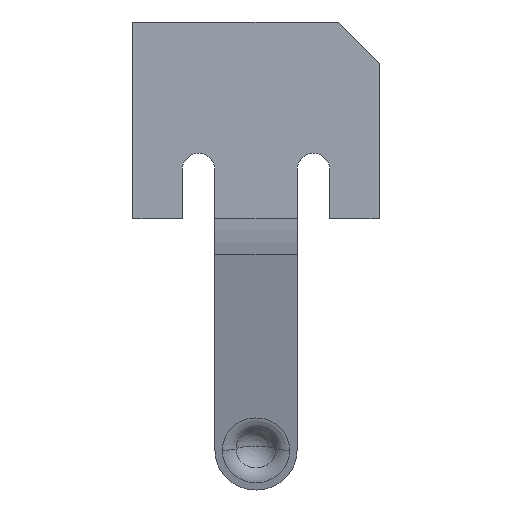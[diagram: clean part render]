
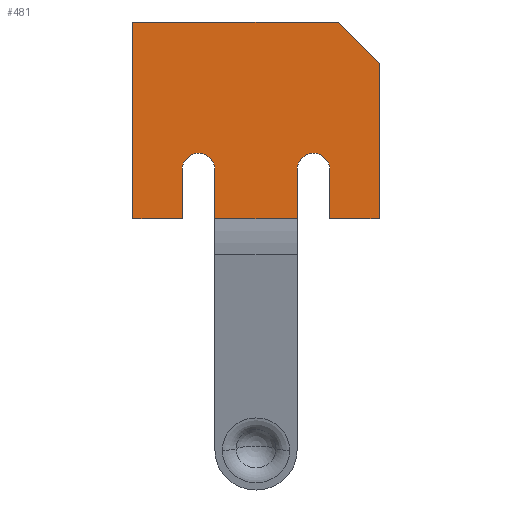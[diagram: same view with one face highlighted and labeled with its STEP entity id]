
A CAD part, front view. The second image highlights one B-rep face of the part: STEP entity #481.
In plain terms, the highlighted planar face has unit normal (0, -1, 0).
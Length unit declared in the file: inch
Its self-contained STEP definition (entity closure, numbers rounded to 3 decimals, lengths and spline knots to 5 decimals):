
#56=DIRECTION('',(-0.707,0.,0.707));
#57=VECTOR('',#56,0.03536);
#58=CARTESIAN_POINT('',(0.075,-0.0045,0.065));
#59=LINE('',#58,#57);
#60=DIRECTION('',(0.,0.,-1.));
#61=VECTOR('',#60,0.095);
#62=CARTESIAN_POINT('',(0.075,-0.0045,0.065));
#63=LINE('',#62,#61);
#64=DIRECTION('',(-1.,0.,0.));
#65=VECTOR('',#64,0.03);
#66=CARTESIAN_POINT('',(0.075,-0.0045,-0.03));
#67=LINE('',#66,#65);
#68=DIRECTION('',(0.,0.,-1.));
#69=VECTOR('',#68,0.03);
#70=CARTESIAN_POINT('',(0.045,-0.0045,0.));
#71=LINE('',#70,#69);
#72=CARTESIAN_POINT('',(0.035,-0.0045,0.));
#73=DIRECTION('',(0.,1.,0.));
#74=DIRECTION('',(-1.,0.,0.));
#75=AXIS2_PLACEMENT_3D('',#72,#73,#74);
#77=DIRECTION('',(0.,0.,1.));
#78=VECTOR('',#77,0.03);
#79=CARTESIAN_POINT('',(0.025,-0.0045,-0.03));
#80=LINE('',#79,#78);
#81=DIRECTION('',(1.,0.,0.));
#82=VECTOR('',#81,0.05);
#83=CARTESIAN_POINT('',(-0.025,-0.0045,-0.03));
#84=LINE('',#83,#82);
#85=DIRECTION('',(0.,0.,1.));
#86=VECTOR('',#85,0.03);
#87=CARTESIAN_POINT('',(-0.025,-0.0045,-0.03));
#88=LINE('',#87,#86);
#89=CARTESIAN_POINT('',(-0.035,-0.0045,0.));
#90=DIRECTION('',(0.,-1.,0.));
#91=DIRECTION('',(1.,0.,0.));
#92=AXIS2_PLACEMENT_3D('',#89,#90,#91);
#94=DIRECTION('',(0.,0.,-1.));
#95=VECTOR('',#94,0.03);
#96=CARTESIAN_POINT('',(-0.045,-0.0045,0.));
#97=LINE('',#96,#95);
#98=DIRECTION('',(1.,0.,0.));
#99=VECTOR('',#98,0.03);
#100=CARTESIAN_POINT('',(-0.075,-0.0045,-0.03));
#101=LINE('',#100,#99);
#102=DIRECTION('',(0.,0.,1.));
#103=VECTOR('',#102,0.12);
#104=CARTESIAN_POINT('',(-0.075,-0.0045,-0.03));
#105=LINE('',#104,#103);
#106=DIRECTION('',(1.,0.,0.));
#107=VECTOR('',#106,0.125);
#108=CARTESIAN_POINT('',(-0.075,-0.0045,0.09));
#109=LINE('',#108,#107);
#313=CARTESIAN_POINT('',(-0.075,-0.0045,0.09));
#315=VERTEX_POINT('',#313);
#324=CARTESIAN_POINT('',(0.025,-0.0045,0.));
#325=CARTESIAN_POINT('',(0.045,-0.0045,0.));
#326=VERTEX_POINT('',#324);
#327=VERTEX_POINT('',#325);
#328=CARTESIAN_POINT('',(0.045,-0.0045,-0.03));
#329=VERTEX_POINT('',#328);
#330=CARTESIAN_POINT('',(0.075,-0.0045,-0.03));
#331=VERTEX_POINT('',#330);
#340=CARTESIAN_POINT('',(-0.025,-0.0045,0.));
#341=CARTESIAN_POINT('',(-0.045,-0.0045,0.));
#342=VERTEX_POINT('',#340);
#343=VERTEX_POINT('',#341);
#344=CARTESIAN_POINT('',(-0.045,-0.0045,-0.03));
#345=VERTEX_POINT('',#344);
#346=CARTESIAN_POINT('',(-0.075,-0.0045,-0.03));
#347=VERTEX_POINT('',#346);
#378=CARTESIAN_POINT('',(0.025,-0.0045,-0.03));
#379=VERTEX_POINT('',#378);
#382=CARTESIAN_POINT('',(-0.025,-0.0045,-0.03));
#383=VERTEX_POINT('',#382);
#396=CARTESIAN_POINT('',(0.075,-0.0045,0.065));
#397=CARTESIAN_POINT('',(0.05,-0.0045,0.09));
#398=VERTEX_POINT('',#396);
#399=VERTEX_POINT('',#397);
#449=CARTESIAN_POINT('',(0.,-0.0045,0.));
#450=DIRECTION('',(0.,1.,0.));
#451=DIRECTION('',(1.,0.,0.));
#452=AXIS2_PLACEMENT_3D('',#449,#450,#451);
#453=PLANE('',#452);
#454=ORIENTED_EDGE('',*,*,#439,.F.);
#456=ORIENTED_EDGE('',*,*,#455,.T.);
#458=ORIENTED_EDGE('',*,*,#457,.T.);
#460=ORIENTED_EDGE('',*,*,#459,.F.);
#462=ORIENTED_EDGE('',*,*,#461,.F.);
#464=ORIENTED_EDGE('',*,*,#463,.F.);
#466=ORIENTED_EDGE('',*,*,#465,.F.);
#468=ORIENTED_EDGE('',*,*,#467,.T.);
#470=ORIENTED_EDGE('',*,*,#469,.T.);
#472=ORIENTED_EDGE('',*,*,#471,.T.);
#474=ORIENTED_EDGE('',*,*,#473,.F.);
#476=ORIENTED_EDGE('',*,*,#475,.T.);
#478=ORIENTED_EDGE('',*,*,#477,.T.);
#479=EDGE_LOOP('',(#454,#456,#458,#460,#462,#464,#466,#468,#470,#472,#474,#476,
#478));
#480=FACE_OUTER_BOUND('',#479,.F.);
#481=ADVANCED_FACE('',(#480),#453,.F.);
#76=CIRCLE('',#75,0.01);
#93=CIRCLE('',#92,0.01);
#439=EDGE_CURVE('',#398,#399,#59,.T.);
#455=EDGE_CURVE('',#398,#331,#63,.T.);
#457=EDGE_CURVE('',#331,#329,#67,.T.);
#459=EDGE_CURVE('',#327,#329,#71,.T.);
#461=EDGE_CURVE('',#326,#327,#76,.T.);
#463=EDGE_CURVE('',#379,#326,#80,.T.);
#465=EDGE_CURVE('',#383,#379,#84,.T.);
#467=EDGE_CURVE('',#383,#342,#88,.T.);
#469=EDGE_CURVE('',#342,#343,#93,.T.);
#471=EDGE_CURVE('',#343,#345,#97,.T.);
#473=EDGE_CURVE('',#347,#345,#101,.T.);
#475=EDGE_CURVE('',#347,#315,#105,.T.);
#477=EDGE_CURVE('',#315,#399,#109,.T.);
